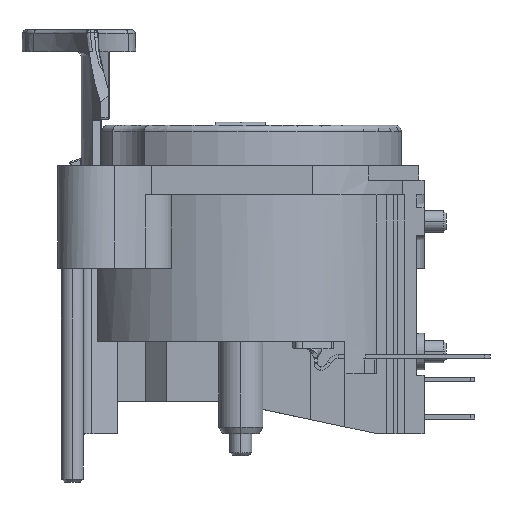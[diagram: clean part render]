
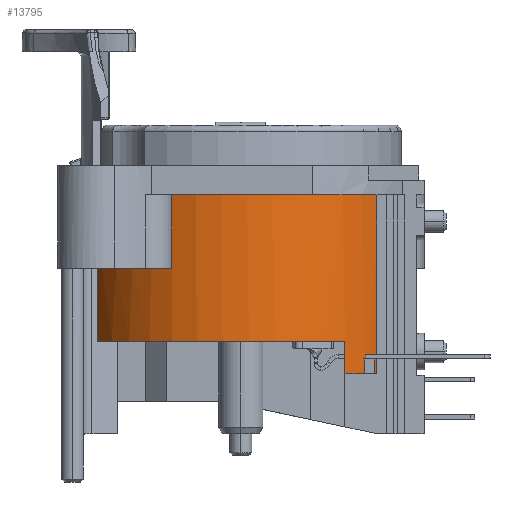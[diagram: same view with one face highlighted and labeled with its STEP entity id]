
A CAD part, left-side view. The second image highlights one B-rep face of the part: STEP entity #13795.
In plain terms, the highlighted cylindrical face has radius 11 mm (diameter 22 mm), a partial arc.
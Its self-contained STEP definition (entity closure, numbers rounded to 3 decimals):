
#162=CARTESIAN_POINT('',(0.,0.,-14.7));
#163=DIRECTION('',(0.,0.,-1.));
#164=DIRECTION('',(-0.764,-0.645,0.));
#165=AXIS2_PLACEMENT_3D('',#162,#163,#164);
#608=CARTESIAN_POINT('',(0.,0.,-4.7));
#609=DIRECTION('',(0.,0.,1.));
#610=DIRECTION('',(-0.46,0.888,0.));
#611=AXIS2_PLACEMENT_3D('',#608,#609,#610);
#621=CARTESIAN_POINT('',(0.,0.,-4.7));
#622=DIRECTION('',(0.,0.,-1.));
#623=DIRECTION('',(-0.536,-0.844,0.));
#624=AXIS2_PLACEMENT_3D('',#621,#622,#623);
#1006=DIRECTION('',(0.,0.,1.));
#1007=VECTOR('',#1006,12.2);
#1008=CARTESIAN_POINT('',(-5.9,-9.284,-16.9));
#1009=LINE('',#1008,#1007);
#1074=DIRECTION('',(0.,0.,1.));
#1075=VECTOR('',#1074,10.);
#1076=CARTESIAN_POINT('',(-5.059,9.768,-14.7));
#1077=LINE('',#1076,#1075);
#1078=DIRECTION('',(0.,0.,-1.));
#1079=VECTOR('',#1078,5.);
#1080=CARTESIAN_POINT('',(-9.933,4.727,-4.7));
#1081=LINE('',#1080,#1079);
#1082=CARTESIAN_POINT('',(0.,0.,-15.6));
#1083=DIRECTION('',(0.,0.,-1.));
#1084=DIRECTION('',(-0.564,-0.826,0.));
#1085=AXIS2_PLACEMENT_3D('',#1082,#1083,#1084);
#1087=DIRECTION('',(0.,0.,-1.));
#1088=VECTOR('',#1087,0.25);
#1089=CARTESIAN_POINT('',(-7.,-8.485,-15.6));
#1090=LINE('',#1089,#1088);
#1091=CARTESIAN_POINT('',(0.,0.,-15.85));
#1092=DIRECTION('',(0.,0.,-1.));
#1093=DIRECTION('',(-0.564,-0.826,0.));
#1094=AXIS2_PLACEMENT_3D('',#1091,#1092,#1093);
#1096=DIRECTION('',(0.,0.,-1.));
#1097=VECTOR('',#1096,0.25);
#1098=CARTESIAN_POINT('',(-6.2,-9.086,-15.6));
#1099=LINE('',#1098,#1097);
#1503=CARTESIAN_POINT('',(0.,0.,-9.7));
#1504=DIRECTION('',(0.,0.,-1.));
#1505=DIRECTION('',(-0.903,0.43,0.));
#1506=AXIS2_PLACEMENT_3D('',#1503,#1504,#1505);
#8358=DIRECTION('',(0.,0.,-1.));
#8359=VECTOR('',#8358,2.2);
#8360=CARTESIAN_POINT('',(-8.402,-7.1,-14.7));
#8361=LINE('',#8360,#8359);
#8902=CARTESIAN_POINT('',(0.,0.,-16.9));
#8903=DIRECTION('',(0.,0.,-1.));
#8904=DIRECTION('',(-0.641,-0.768,0.));
#8905=AXIS2_PLACEMENT_3D('',#8902,#8903,#8904);
#8915=DIRECTION('',(0.,0.,-1.));
#8916=VECTOR('',#8915,1.);
#8917=CARTESIAN_POINT('',(-7.05,-8.444,-15.9));
#8918=LINE('',#8917,#8916);
#8955=CARTESIAN_POINT('',(0.,0.,-15.9));
#8956=DIRECTION('',(0.,0.,-1.));
#8957=DIRECTION('',(-0.564,-0.826,0.));
#8958=AXIS2_PLACEMENT_3D('',#8955,#8956,#8957);
#8972=CARTESIAN_POINT('',(0.,0.,-16.9));
#8973=DIRECTION('',(0.,0.,-1.));
#8974=DIRECTION('',(-0.536,-0.844,0.));
#8975=AXIS2_PLACEMENT_3D('',#8972,#8973,#8974);
#8985=DIRECTION('',(0.,0.,-1.));
#8986=VECTOR('',#8985,1.);
#8987=CARTESIAN_POINT('',(-6.2,-9.086,-15.9));
#8988=LINE('',#8987,#8986);
#9009=DIRECTION('',(0.,0.,1.));
#9010=VECTOR('',#9009,5.);
#9011=CARTESIAN_POINT('',(-5.656,9.435,-9.7));
#9012=LINE('',#9011,#9010);
#10016=CARTESIAN_POINT('',(-9.933,4.727,-4.7));
#10018=VERTEX_POINT('',#10016);
#10030=CARTESIAN_POINT('',(-9.933,4.727,-9.7));
#10031=VERTEX_POINT('',#10030);
#10034=CARTESIAN_POINT('',(-5.9,-9.284,-4.7));
#10035=VERTEX_POINT('',#10034);
#10096=CARTESIAN_POINT('',(-5.059,9.768,-4.7));
#10097=CARTESIAN_POINT('',(-5.656,9.435,-4.7));
#10098=VERTEX_POINT('',#10096);
#10099=VERTEX_POINT('',#10097);
#10100=CARTESIAN_POINT('',(-5.656,9.435,-9.7));
#10102=VERTEX_POINT('',#10100);
#10116=CARTESIAN_POINT('',(-5.059,9.768,-14.7));
#10117=VERTEX_POINT('',#10116);
#10122=CARTESIAN_POINT('',(-8.402,-7.1,-14.7));
#10123=VERTEX_POINT('',#10122);
#10651=CARTESIAN_POINT('',(-7.05,-8.444,-16.9));
#10652=CARTESIAN_POINT('',(-8.402,-7.1,-16.9));
#10653=VERTEX_POINT('',#10651);
#10654=VERTEX_POINT('',#10652);
#10655=CARTESIAN_POINT('',(-7.05,-8.444,-15.9));
#10656=VERTEX_POINT('',#10655);
#10661=CARTESIAN_POINT('',(-5.9,-9.284,-16.9));
#10662=VERTEX_POINT('',#10661);
#10663=CARTESIAN_POINT('',(-6.2,-9.086,-15.9));
#10664=VERTEX_POINT('',#10663);
#10667=CARTESIAN_POINT('',(-6.2,-9.086,-16.9));
#10668=VERTEX_POINT('',#10667);
#11655=CARTESIAN_POINT('',(-6.2,-9.086,-15.6));
#11656=CARTESIAN_POINT('',(-7.,-8.485,-15.6));
#11657=VERTEX_POINT('',#11655);
#11658=VERTEX_POINT('',#11656);
#11659=CARTESIAN_POINT('',(-6.2,-9.086,-15.85));
#11660=CARTESIAN_POINT('',(-7.,-8.485,-15.85));
#11661=VERTEX_POINT('',#11659);
#11662=VERTEX_POINT('',#11660);
#13756=CARTESIAN_POINT('',(0.,0.,-13.5));
#13757=DIRECTION('',(0.,0.,-1.));
#13758=DIRECTION('',(-1.,0.,0.));
#13759=AXIS2_PLACEMENT_3D('',#13756,#13757,#13758);
#13760=CYLINDRICAL_SURFACE('',#13759,11.);
#13762=ORIENTED_EDGE('',*,*,#13761,.T.);
#13764=ORIENTED_EDGE('',*,*,#13763,.F.);
#13765=ORIENTED_EDGE('',*,*,#12561,.T.);
#13766=ORIENTED_EDGE('',*,*,#13053,.T.);
#13767=ORIENTED_EDGE('',*,*,#13208,.T.);
#13769=ORIENTED_EDGE('',*,*,#13768,.F.);
#13771=ORIENTED_EDGE('',*,*,#13770,.F.);
#13773=ORIENTED_EDGE('',*,*,#13772,.F.);
#13774=ORIENTED_EDGE('',*,*,#13225,.F.);
#13775=ORIENTED_EDGE('',*,*,#13630,.F.);
#13777=ORIENTED_EDGE('',*,*,#13776,.T.);
#13779=ORIENTED_EDGE('',*,*,#13778,.F.);
#13781=ORIENTED_EDGE('',*,*,#13780,.T.);
#13783=ORIENTED_EDGE('',*,*,#13782,.T.);
#13784=EDGE_LOOP('',(#13762,#13764,#13765,#13766,#13767,#13769,#13771,#13773,
#13774,#13775,#13777,#13779,#13781,#13783));
#13785=FACE_OUTER_BOUND('',#13784,.F.);
#13787=ORIENTED_EDGE('',*,*,#13786,.T.);
#13789=ORIENTED_EDGE('',*,*,#13788,.T.);
#13791=ORIENTED_EDGE('',*,*,#13790,.F.);
#13792=ORIENTED_EDGE('',*,*,#13696,.F.);
#13793=EDGE_LOOP('',(#13787,#13789,#13791,#13792));
#13794=FACE_BOUND('',#13793,.F.);
#13795=ADVANCED_FACE('',(#13785,#13794),#13760,.T.);
#166=CIRCLE('',#165,11.);
#612=CIRCLE('',#611,11.);
#625=CIRCLE('',#624,11.);
#1086=CIRCLE('',#1085,11.);
#1095=CIRCLE('',#1094,11.);
#1507=CIRCLE('',#1506,11.);
#8906=CIRCLE('',#8905,11.);
#8959=CIRCLE('',#8958,11.);
#8976=CIRCLE('',#8975,11.);
#12561=EDGE_CURVE('',#10123,#10117,#166,.T.);
#13053=EDGE_CURVE('',#10117,#10098,#1077,.T.);
#13208=EDGE_CURVE('',#10098,#10099,#612,.T.);
#13225=EDGE_CURVE('',#10035,#10018,#625,.T.);
#13630=EDGE_CURVE('',#10662,#10035,#1009,.T.);
#13696=EDGE_CURVE('',#11657,#11661,#1099,.T.);
#13761=EDGE_CURVE('',#10653,#10654,#8906,.T.);
#13763=EDGE_CURVE('',#10123,#10654,#8361,.T.);
#13768=EDGE_CURVE('',#10102,#10099,#9012,.T.);
#13770=EDGE_CURVE('',#10031,#10102,#1507,.T.);
#13772=EDGE_CURVE('',#10018,#10031,#1081,.T.);
#13776=EDGE_CURVE('',#10662,#10668,#8976,.T.);
#13778=EDGE_CURVE('',#10664,#10668,#8988,.T.);
#13780=EDGE_CURVE('',#10664,#10656,#8959,.T.);
#13782=EDGE_CURVE('',#10656,#10653,#8918,.T.);
#13786=EDGE_CURVE('',#11657,#11658,#1086,.T.);
#13788=EDGE_CURVE('',#11658,#11662,#1090,.T.);
#13790=EDGE_CURVE('',#11661,#11662,#1095,.T.);
